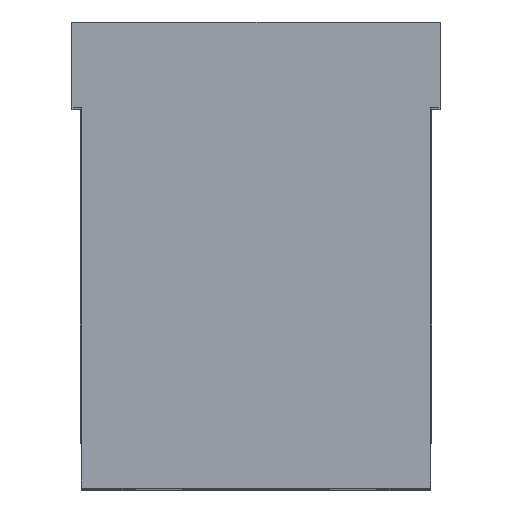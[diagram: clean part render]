
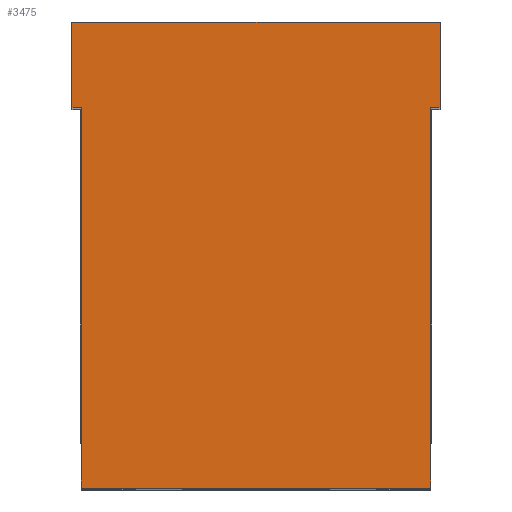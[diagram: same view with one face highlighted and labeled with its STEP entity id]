
A CAD part, top view. The second image highlights one B-rep face of the part: STEP entity #3475.
In plain terms, the highlighted planar face has unit normal (0, 0, 1).
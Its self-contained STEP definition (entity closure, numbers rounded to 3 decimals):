
#3439=AXIS2_PLACEMENT_3D('Plane Axis2P3D',#3436,#3437,#3438) ;
#549=CARTESIAN_POINT('Vertex',(0.,9.8,39.897)) ;
#552=CARTESIAN_POINT('Line Origine',(3.87,9.8,39.897)) ;
#556=CARTESIAN_POINT('Vertex',(7.74,9.8,39.897)) ;
#3172=CARTESIAN_POINT('Vertex',(7.54,0.,39.897)) ;
#3175=CARTESIAN_POINT('Line Origine',(3.87,0.,39.897)) ;
#3179=CARTESIAN_POINT('Vertex',(0.2,0.,39.897)) ;
#3262=CARTESIAN_POINT('Vertex',(0.,8.,39.897)) ;
#3267=CARTESIAN_POINT('Line Origine',(0.,8.9,39.897)) ;
#3320=CARTESIAN_POINT('Vertex',(7.74,8.,39.897)) ;
#3328=CARTESIAN_POINT('Line Origine',(7.74,8.9,39.897)) ;
#3436=CARTESIAN_POINT('Axis2P3D Location',(0.,0.,39.897)) ;
#3441=CARTESIAN_POINT('Line Origine',(7.54,4.,39.897)) ;
#3445=CARTESIAN_POINT('Vertex',(7.54,8.,39.897)) ;
#3448=CARTESIAN_POINT('Line Origine',(7.64,8.,39.897)) ;
#3453=CARTESIAN_POINT('Line Origine',(0.1,8.,39.897)) ;
#3457=CARTESIAN_POINT('Vertex',(0.2,8.,39.897)) ;
#3460=CARTESIAN_POINT('Line Origine',(0.2,4.,39.897)) ;
#553=DIRECTION('Vector Direction',(-1.,0.,0.)) ;
#3176=DIRECTION('Vector Direction',(-1.,0.,0.)) ;
#3268=DIRECTION('Vector Direction',(0.,1.,0.)) ;
#3329=DIRECTION('Vector Direction',(0.,1.,0.)) ;
#3437=DIRECTION('Axis2P3D Direction',(0.,-0.,1.)) ;
#3438=DIRECTION('Axis2P3D XDirection',(0.,1.,0.)) ;
#3442=DIRECTION('Vector Direction',(0.,1.,0.)) ;
#3449=DIRECTION('Vector Direction',(1.,0.,0.)) ;
#3454=DIRECTION('Vector Direction',(-1.,0.,0.)) ;
#3461=DIRECTION('Vector Direction',(0.,1.,0.)) ;
#554=VECTOR('Line Direction',#553,1.) ;
#3177=VECTOR('Line Direction',#3176,1.) ;
#3269=VECTOR('Line Direction',#3268,1.) ;
#3330=VECTOR('Line Direction',#3329,1.) ;
#3443=VECTOR('Line Direction',#3442,1.) ;
#3450=VECTOR('Line Direction',#3449,1.) ;
#3455=VECTOR('Line Direction',#3454,1.) ;
#3462=VECTOR('Line Direction',#3461,1.) ;
#3466=ORIENTED_EDGE('',*,*,#3447,.T.) ;
#3467=ORIENTED_EDGE('',*,*,#3452,.F.) ;
#3468=ORIENTED_EDGE('',*,*,#3332,.T.) ;
#3469=ORIENTED_EDGE('',*,*,#558,.T.) ;
#3470=ORIENTED_EDGE('',*,*,#3271,.F.) ;
#3471=ORIENTED_EDGE('',*,*,#3459,.F.) ;
#3472=ORIENTED_EDGE('',*,*,#3464,.F.) ;
#3473=ORIENTED_EDGE('',*,*,#3181,.F.) ;
#3475=ADVANCED_FACE('PartBody',(#3474),#3440,.T.) ;
#558=EDGE_CURVE('',#557,#550,#555,.T.) ;
#3181=EDGE_CURVE('',#3173,#3180,#3178,.T.) ;
#3271=EDGE_CURVE('',#3263,#550,#3270,.T.) ;
#3332=EDGE_CURVE('',#3321,#557,#3331,.T.) ;
#3447=EDGE_CURVE('',#3173,#3446,#3444,.T.) ;
#3452=EDGE_CURVE('',#3321,#3446,#3451,.F.) ;
#3459=EDGE_CURVE('',#3458,#3263,#3456,.T.) ;
#3464=EDGE_CURVE('',#3180,#3458,#3463,.T.) ;
#3465=EDGE_LOOP('',(#3466,#3467,#3468,#3469,#3470,#3471,#3472,#3473)) ;
#3474=FACE_OUTER_BOUND('',#3465,.T.) ;
#555=LINE('Line',#552,#554) ;
#3178=LINE('Line',#3175,#3177) ;
#3270=LINE('Line',#3267,#3269) ;
#3331=LINE('Line',#3328,#3330) ;
#3444=LINE('Line',#3441,#3443) ;
#3451=LINE('Line',#3448,#3450) ;
#3456=LINE('Line',#3453,#3455) ;
#3463=LINE('Line',#3460,#3462) ;
#3440=PLANE('',#3439) ;
#550=VERTEX_POINT('',#549) ;
#557=VERTEX_POINT('',#556) ;
#3173=VERTEX_POINT('',#3172) ;
#3180=VERTEX_POINT('',#3179) ;
#3263=VERTEX_POINT('',#3262) ;
#3321=VERTEX_POINT('',#3320) ;
#3446=VERTEX_POINT('',#3445) ;
#3458=VERTEX_POINT('',#3457) ;
